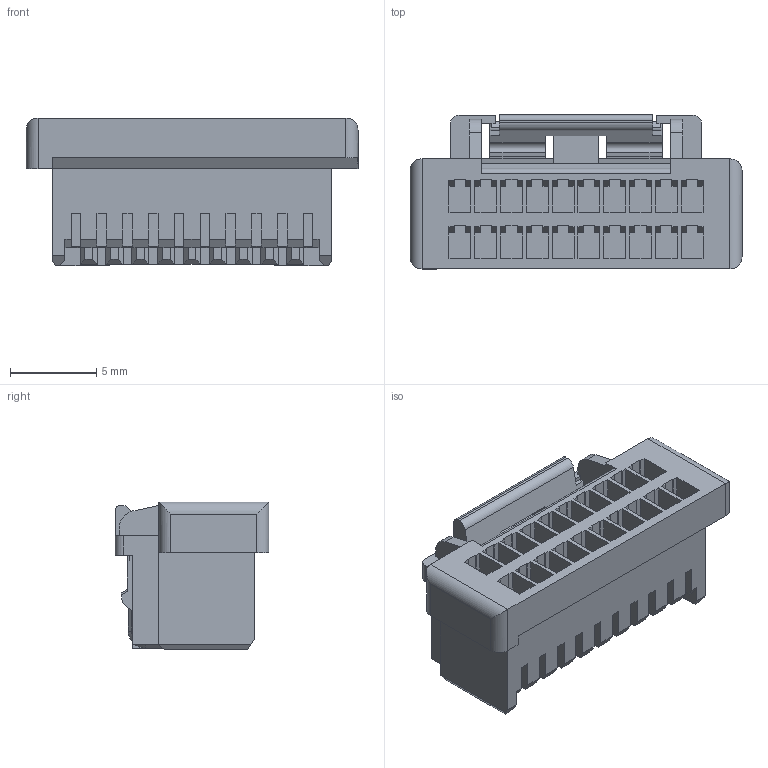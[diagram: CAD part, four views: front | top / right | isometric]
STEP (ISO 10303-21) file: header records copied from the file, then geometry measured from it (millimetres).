
FILE_DESCRIPTION((''),'2;1');
FILE_NAME('5031492000','2016-03-14T',('me'),(''),'PRO/ENGINEER BY PARAMETRIC TECHNOLOGY CORPORATION, 2012310','PRO/ENGINEER BY PARAMETRIC TECHNOLOGY CORPORATION, 2012310','');
FILE_SCHEMA(('CONFIG_CONTROL_DESIGN'));
Length unit declared in the file: millimetre
Products named in the file (1): 5031492000
Bounding box: 19.3 x 8.95 x 8.6 mm (x, y, z)
Volume: 592.2 mm3; surface area: 1693.7 mm2
Topology: 1 solids, 3 shells, 881 faces, 2456 edges, 1620 vertices
Faces by surface type: plane 856, cylinder 21, cone 4
Entity records: 27593 total; most frequent: CARTESIAN_POINT 4970, ORIENTED_EDGE 4842, DIRECTION 4253, EDGE_CURVE 2421, VECTOR 2413, LINE 2413, VERTEX_POINT 1585, EDGE_LOOP 922
